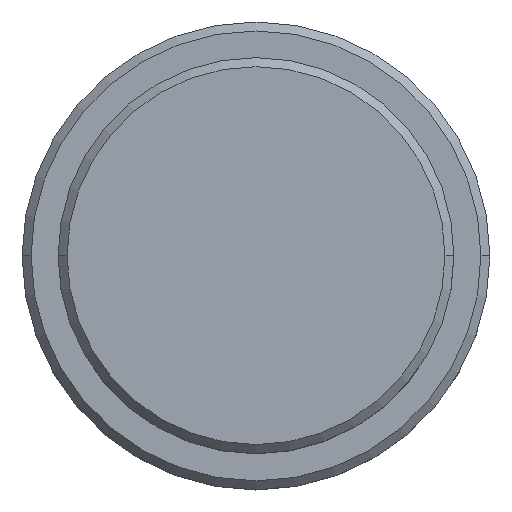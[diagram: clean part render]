
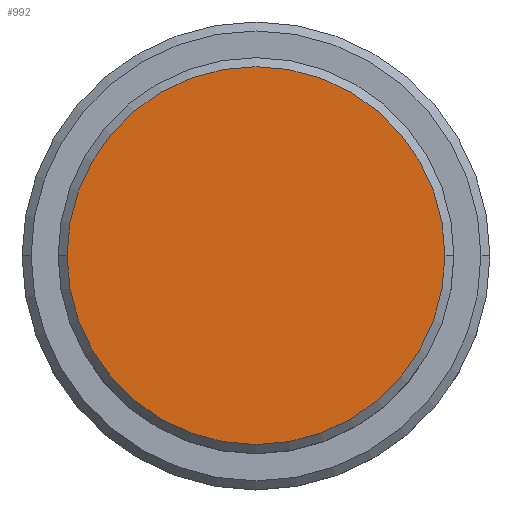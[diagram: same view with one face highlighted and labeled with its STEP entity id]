
A CAD part, top view. The second image highlights one B-rep face of the part: STEP entity #992.
In plain terms, the highlighted planar face has unit normal (0, 0, 1).
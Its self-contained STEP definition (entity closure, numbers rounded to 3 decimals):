
#73 = FACE_OUTER_BOUND ( 'NONE', #648, .T. ) ;
#122 = AXIS2_PLACEMENT_3D ( 'NONE', #368, #1165, #1345 ) ;
#137 = VERTEX_POINT ( 'NONE', #1159 ) ;
#154 = DIRECTION ( 'NONE',  ( 0., 0., 1. ) ) ;
#280 = ORIENTED_EDGE ( 'NONE', *, *, #1350, .T. ) ;
#288 = CARTESIAN_POINT ( 'NONE',  ( -10.5, 0., 0. ) ) ;
#305 = CIRCLE ( 'NONE', #956, 10.5 ) ;
#368 = CARTESIAN_POINT ( 'NONE',  ( 0., 0., 0. ) ) ;
#407 = CIRCLE ( 'NONE', #721, 10.5 ) ;
#594 = EDGE_CURVE ( 'NONE', #137, #1409, #407, .T. ) ;
#604 = DIRECTION ( 'NONE',  ( 1., 0., 0. ) ) ;
#648 = EDGE_LOOP ( 'NONE', ( #280, #1069 ) ) ;
#721 = AXIS2_PLACEMENT_3D ( 'NONE', #1403, #1411, #972 ) ;
#800 = CARTESIAN_POINT ( 'NONE',  ( 0., 0., 0. ) ) ;
#950 = PLANE ( 'NONE',  #122 ) ;
#956 = AXIS2_PLACEMENT_3D ( 'NONE', #800, #154, #604 ) ;
#972 = DIRECTION ( 'NONE',  ( 1., 0., 0. ) ) ;
#992 = ADVANCED_FACE ( 'NONE', ( #73 ), #950, .T. ) ;
#1069 = ORIENTED_EDGE ( 'NONE', *, *, #594, .T. ) ;
#1159 = CARTESIAN_POINT ( 'NONE',  ( 10.5, 0., 0. ) ) ;
#1165 = DIRECTION ( 'NONE',  ( 0., 0., 1. ) ) ;
#1345 = DIRECTION ( 'NONE',  ( 1., 0., 0. ) ) ;
#1350 = EDGE_CURVE ( 'NONE', #1409, #137, #305, .T. ) ;
#1403 = CARTESIAN_POINT ( 'NONE',  ( 0., 0., 0. ) ) ;
#1409 = VERTEX_POINT ( 'NONE', #288 ) ;
#1411 = DIRECTION ( 'NONE',  ( 0., 0., 1. ) ) ;
